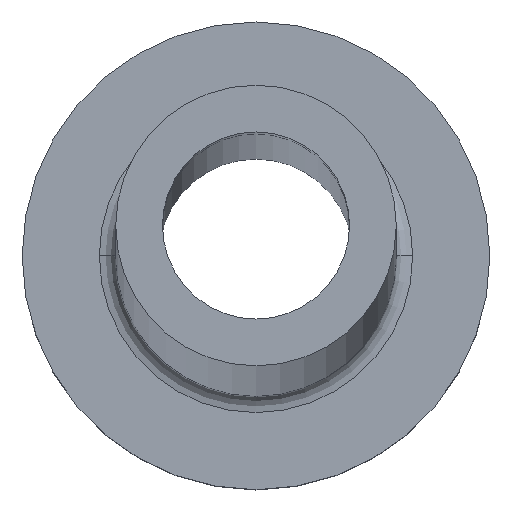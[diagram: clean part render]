
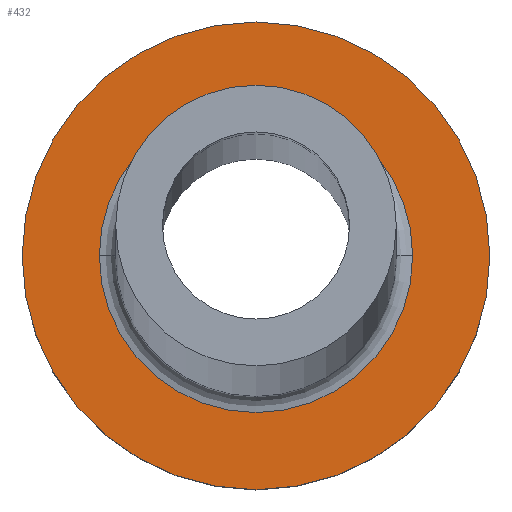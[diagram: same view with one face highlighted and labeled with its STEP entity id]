
A CAD part, top view. The second image highlights one B-rep face of the part: STEP entity #432.
In plain terms, the highlighted planar face has unit normal (0, 0, 1).
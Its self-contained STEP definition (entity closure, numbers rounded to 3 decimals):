
#17 = VERTEX_POINT ( 'NONE', #373 ) ;
#45 = ORIENTED_EDGE ( 'NONE', *, *, #339, .T. ) ;
#72 = CIRCLE ( 'NONE', #340, 10. ) ;
#83 = CARTESIAN_POINT ( 'NONE',  ( 10., 0., 7. ) ) ;
#86 = DIRECTION ( 'NONE',  ( 1., 0., 0. ) ) ;
#89 = CARTESIAN_POINT ( 'NONE',  ( 0., 0., 7. ) ) ;
#95 = CARTESIAN_POINT ( 'NONE',  ( -6.7, 0., 7. ) ) ;
#113 = DIRECTION ( 'NONE',  ( 0., 0., -1. ) ) ;
#126 = EDGE_CURVE ( 'NONE', #357, #437, #72, .T. ) ;
#128 = VERTEX_POINT ( 'NONE', #95 ) ;
#153 = EDGE_CURVE ( 'NONE', #437, #357, #262, .T. ) ;
#178 = DIRECTION ( 'NONE',  ( 0., 0., 1. ) ) ;
#184 = AXIS2_PLACEMENT_3D ( 'NONE', #89, #342, #86 ) ;
#185 = ORIENTED_EDGE ( 'NONE', *, *, #153, .T. ) ;
#199 = ORIENTED_EDGE ( 'NONE', *, *, #269, .T. ) ;
#247 = DIRECTION ( 'NONE',  ( 0., 0., -1. ) ) ;
#251 = DIRECTION ( 'NONE',  ( 1., 0., 0. ) ) ;
#260 = EDGE_LOOP ( 'NONE', ( #185, #451 ) ) ;
#262 = CIRCLE ( 'NONE', #289, 10. ) ;
#265 = PLANE ( 'NONE',  #184 ) ;
#269 = EDGE_CURVE ( 'NONE', #17, #128, #349, .T. ) ;
#279 = CARTESIAN_POINT ( 'NONE',  ( 0., 0., 7. ) ) ;
#280 = AXIS2_PLACEMENT_3D ( 'NONE', #279, #247, #327 ) ;
#289 = AXIS2_PLACEMENT_3D ( 'NONE', #351, #178, #305 ) ;
#299 = CARTESIAN_POINT ( 'NONE',  ( -10., 0., 7. ) ) ;
#305 = DIRECTION ( 'NONE',  ( 1., 0., 0. ) ) ;
#313 = AXIS2_PLACEMENT_3D ( 'NONE', #400, #113, #251 ) ;
#327 = DIRECTION ( 'NONE',  ( 1., 0., 0. ) ) ;
#339 = EDGE_CURVE ( 'NONE', #128, #17, #450, .T. ) ;
#340 = AXIS2_PLACEMENT_3D ( 'NONE', #389, #454, #421 ) ;
#342 = DIRECTION ( 'NONE',  ( 0., 0., 1. ) ) ;
#345 = FACE_BOUND ( 'NONE', #391, .T. ) ;
#349 = CIRCLE ( 'NONE', #280, 6.7 ) ;
#351 = CARTESIAN_POINT ( 'NONE',  ( 0., 0., 7. ) ) ;
#357 = VERTEX_POINT ( 'NONE', #83 ) ;
#373 = CARTESIAN_POINT ( 'NONE',  ( 6.7, 0., 7. ) ) ;
#389 = CARTESIAN_POINT ( 'NONE',  ( 0., 0., 7. ) ) ;
#391 = EDGE_LOOP ( 'NONE', ( #199, #45 ) ) ;
#400 = CARTESIAN_POINT ( 'NONE',  ( 0., 0., 7. ) ) ;
#413 = FACE_OUTER_BOUND ( 'NONE', #260, .T. ) ;
#421 = DIRECTION ( 'NONE',  ( 1., 0., 0. ) ) ;
#432 = ADVANCED_FACE ( 'NONE', ( #345, #413 ), #265, .T. ) ;
#437 = VERTEX_POINT ( 'NONE', #299 ) ;
#450 = CIRCLE ( 'NONE', #313, 6.7 ) ;
#451 = ORIENTED_EDGE ( 'NONE', *, *, #126, .T. ) ;
#454 = DIRECTION ( 'NONE',  ( 0., 0., 1. ) ) ;
